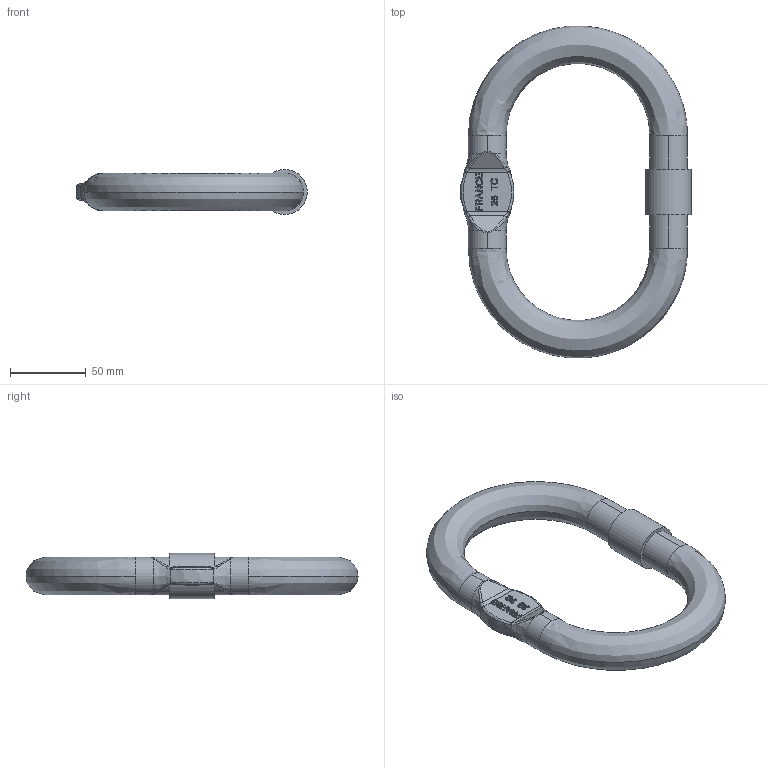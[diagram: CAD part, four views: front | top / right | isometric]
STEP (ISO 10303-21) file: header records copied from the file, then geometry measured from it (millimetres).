
FILE_DESCRIPTION(('STEP AP214'),'1');
FILE_NAME('ms25j.stp','2018-02-28T09:10:44',('TraceParts'),('TraceParts S.A.'),'Spatial InterOp 3D',' ',' ');
FILE_SCHEMA(('automotive_design'));
Length unit declared in the file: millimetre
Products named in the file (1): ms25j
Bounding box: 152.56 x 219.73 x 30 mm (x, y, z)
Volume: 259998.3 mm3; surface area: 43030.1 mm2
Topology: 1 solids, 1 shells, 278 faces, 727 edges, 474 vertices
Faces by surface type: plane 130, bspline 122, cylinder 26
Entity records: 16542 total; most frequent: CARTESIAN_POINT 8250, ORIENTED_EDGE 1454, DIRECTION 893, EDGE_CURVE 727, VERTEX_POINT 474, LINE 403, VECTOR 403, EDGE_LOOP 303
